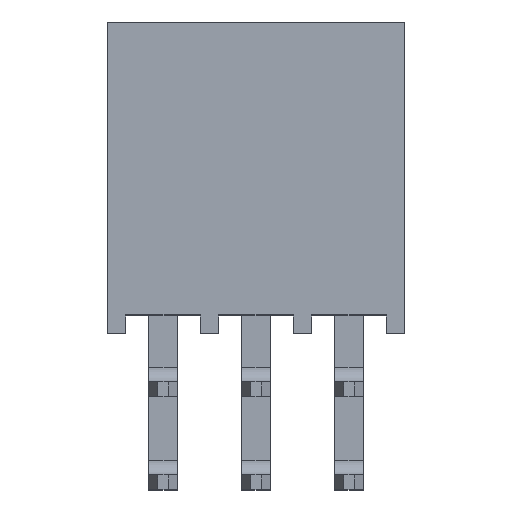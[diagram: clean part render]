
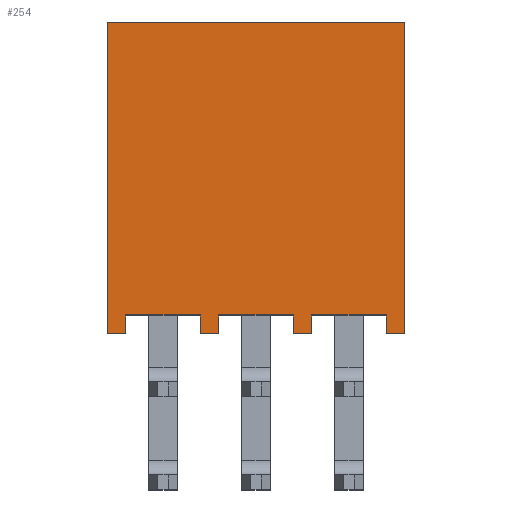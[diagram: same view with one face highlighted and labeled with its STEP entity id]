
A CAD part, top view. The second image highlights one B-rep face of the part: STEP entity #254.
In plain terms, the highlighted planar face has unit normal (0, 0, 1).
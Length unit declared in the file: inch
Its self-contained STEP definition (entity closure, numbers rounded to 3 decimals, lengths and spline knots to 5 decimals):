
#254 = ADVANCED_FACE( '', ( #557 ), #558, .F. );
#557 = FACE_OUTER_BOUND( '', #931, .T. );
#558 = PLANE( '', #932 );
#931 = EDGE_LOOP( '', ( #1514, #1515, #1516, #1517, #1518, #1519, #1520, #1521, #1522, #1523, #1524, #1525, #1526, #1527, #1528, #1529 ) );
#932 = AXIS2_PLACEMENT_3D( '', #1530, #1531, #1532 );
#1514 = ORIENTED_EDGE( '', *, *, #2460, .F. );
#1515 = ORIENTED_EDGE( '', *, *, #2406, .T. );
#1516 = ORIENTED_EDGE( '', *, *, #2461, .F. );
#1517 = ORIENTED_EDGE( '', *, *, #2462, .F. );
#1518 = ORIENTED_EDGE( '', *, *, #2463, .T. );
#1519 = ORIENTED_EDGE( '', *, *, #2267, .T. );
#1520 = ORIENTED_EDGE( '', *, *, #2464, .F. );
#1521 = ORIENTED_EDGE( '', *, *, #2465, .F. );
#1522 = ORIENTED_EDGE( '', *, *, #2290, .F. );
#1523 = ORIENTED_EDGE( '', *, *, #2400, .T. );
#1524 = ORIENTED_EDGE( '', *, *, #2466, .F. );
#1525 = ORIENTED_EDGE( '', *, *, #2452, .F. );
#1526 = ORIENTED_EDGE( '', *, *, #2467, .F. );
#1527 = ORIENTED_EDGE( '', *, *, #2389, .T. );
#1528 = ORIENTED_EDGE( '', *, *, #2468, .F. );
#1529 = ORIENTED_EDGE( '', *, *, #2469, .F. );
#1530 = CARTESIAN_POINT( '', ( -0.16, 0.335, 0.0975 ) );
#1531 = DIRECTION( '', ( 0., 0., -1. ) );
#1532 = DIRECTION( '', ( -1., 0., 0. ) );
#2267 = EDGE_CURVE( '', #2699, #2696, #2700, .T. );
#2290 = EDGE_CURVE( '', #2739, #2741, #2742, .T. );
#2389 = EDGE_CURVE( '', #2912, #2909, #2913, .T. );
#2400 = EDGE_CURVE( '', #2739, #2927, #2930, .T. );
#2406 = EDGE_CURVE( '', #2934, #2938, #2940, .T. );
#2452 = EDGE_CURVE( '', #3013, #3015, #3016, .T. );
#2460 = EDGE_CURVE( '', #2934, #3028, #3029, .T. );
#2461 = EDGE_CURVE( '', #3030, #2938, #3031, .T. );
#2462 = EDGE_CURVE( '', #3032, #3030, #3033, .T. );
#2463 = EDGE_CURVE( '', #3032, #2699, #3034, .T. );
#2464 = EDGE_CURVE( '', #3035, #2696, #3036, .T. );
#2465 = EDGE_CURVE( '', #2741, #3035, #3037, .T. );
#2466 = EDGE_CURVE( '', #3015, #2927, #3038, .T. );
#2467 = EDGE_CURVE( '', #2912, #3013, #3039, .T. );
#2468 = EDGE_CURVE( '', #3040, #2909, #3041, .T. );
#2469 = EDGE_CURVE( '', #3028, #3040, #3042, .T. );
#2696 = VERTEX_POINT( '', #3334 );
#2699 = VERTEX_POINT( '', #3338 );
#2700 = LINE( '', #3339, #3340 );
#2739 = VERTEX_POINT( '', #3394 );
#2741 = VERTEX_POINT( '', #3397 );
#2742 = LINE( '', #3398, #3399 );
#2909 = VERTEX_POINT( '', #3640 );
#2912 = VERTEX_POINT( '', #3644 );
#2913 = LINE( '', #3645, #3646 );
#2927 = VERTEX_POINT( '', #3666 );
#2930 = LINE( '', #3670, #3671 );
#2934 = VERTEX_POINT( '', #3676 );
#2938 = VERTEX_POINT( '', #3682 );
#2940 = LINE( '', #3685, #3686 );
#3013 = VERTEX_POINT( '', #3793 );
#3015 = VERTEX_POINT( '', #3796 );
#3016 = LINE( '', #3797, #3798 );
#3028 = VERTEX_POINT( '', #3815 );
#3029 = LINE( '', #3816, #3817 );
#3030 = VERTEX_POINT( '', #3818 );
#3031 = LINE( '', #3819, #3820 );
#3032 = VERTEX_POINT( '', #3821 );
#3033 = LINE( '', #3822, #3823 );
#3034 = LINE( '', #3824, #3825 );
#3035 = VERTEX_POINT( '', #3826 );
#3036 = LINE( '', #3827, #3828 );
#3037 = LINE( '', #3829, #3830 );
#3038 = LINE( '', #3831, #3832 );
#3039 = LINE( '', #3833, #3834 );
#3040 = VERTEX_POINT( '', #3835 );
#3041 = LINE( '', #3836, #3837 );
#3042 = LINE( '', #3838, #3839 );
#3334 = CARTESIAN_POINT( '', ( -0.14, 0., 0.0975 ) );
#3338 = CARTESIAN_POINT( '', ( -0.16, 0., 0.0975 ) );
#3339 = CARTESIAN_POINT( '', ( -0.16, 0., 0.0975 ) );
#3340 = VECTOR( '', #4247, 39.37008 );
#3394 = CARTESIAN_POINT( '', ( -0.06, 0., 0.0975 ) );
#3397 = CARTESIAN_POINT( '', ( -0.06, 0.02, 0.0975 ) );
#3398 = CARTESIAN_POINT( '', ( -0.06, 0.335, 0.0975 ) );
#3399 = VECTOR( '', #4270, 39.37008 );
#3640 = CARTESIAN_POINT( '', ( 0.06, 0., 0.0975 ) );
#3644 = CARTESIAN_POINT( '', ( 0.04, 0., 0.0975 ) );
#3645 = CARTESIAN_POINT( '', ( -0.16, 0., 0.0975 ) );
#3646 = VECTOR( '', #4355, 39.37008 );
#3666 = CARTESIAN_POINT( '', ( -0.04, 0., 0.0975 ) );
#3670 = CARTESIAN_POINT( '', ( -0.16, 0., 0.0975 ) );
#3671 = VECTOR( '', #4366, 39.37008 );
#3676 = CARTESIAN_POINT( '', ( 0.14, 0., 0.0975 ) );
#3682 = CARTESIAN_POINT( '', ( 0.16, 0., 0.0975 ) );
#3685 = CARTESIAN_POINT( '', ( -0.16, 0., 0.0975 ) );
#3686 = VECTOR( '', #4371, 39.37008 );
#3793 = CARTESIAN_POINT( '', ( 0.04, 0.02, 0.0975 ) );
#3796 = CARTESIAN_POINT( '', ( -0.04, 0.02, 0.0975 ) );
#3797 = CARTESIAN_POINT( '', ( -0.16, 0.02, 0.0975 ) );
#3798 = VECTOR( '', #4416, 39.37008 );
#3815 = CARTESIAN_POINT( '', ( 0.14, 0.02, 0.0975 ) );
#3816 = CARTESIAN_POINT( '', ( 0.14, 0.335, 0.0975 ) );
#3817 = VECTOR( '', #4422, 39.37008 );
#3818 = CARTESIAN_POINT( '', ( 0.16, 0.335, 0.0975 ) );
#3819 = CARTESIAN_POINT( '', ( 0.16, 0.335, 0.0975 ) );
#3820 = VECTOR( '', #4423, 39.37008 );
#3821 = CARTESIAN_POINT( '', ( -0.16, 0.335, 0.0975 ) );
#3822 = CARTESIAN_POINT( '', ( -0.16, 0.335, 0.0975 ) );
#3823 = VECTOR( '', #4424, 39.37008 );
#3824 = CARTESIAN_POINT( '', ( -0.16, 0.335, 0.0975 ) );
#3825 = VECTOR( '', #4425, 39.37008 );
#3826 = CARTESIAN_POINT( '', ( -0.14, 0.02, 0.0975 ) );
#3827 = CARTESIAN_POINT( '', ( -0.14, 0.335, 0.0975 ) );
#3828 = VECTOR( '', #4426, 39.37008 );
#3829 = CARTESIAN_POINT( '', ( -0.16, 0.02, 0.0975 ) );
#3830 = VECTOR( '', #4427, 39.37008 );
#3831 = CARTESIAN_POINT( '', ( -0.04, 0.335, 0.0975 ) );
#3832 = VECTOR( '', #4428, 39.37008 );
#3833 = CARTESIAN_POINT( '', ( 0.04, 0.335, 0.0975 ) );
#3834 = VECTOR( '', #4429, 39.37008 );
#3835 = CARTESIAN_POINT( '', ( 0.06, 0.02, 0.0975 ) );
#3836 = CARTESIAN_POINT( '', ( 0.06, 0.335, 0.0975 ) );
#3837 = VECTOR( '', #4430, 39.37008 );
#3838 = CARTESIAN_POINT( '', ( -0.16, 0.02, 0.0975 ) );
#3839 = VECTOR( '', #4431, 39.37008 );
#4247 = DIRECTION( '', ( 1., 0., 0. ) );
#4270 = DIRECTION( '', ( 0., 1., 0. ) );
#4355 = DIRECTION( '', ( 1., 0., 0. ) );
#4366 = DIRECTION( '', ( 1., 0., 0. ) );
#4371 = DIRECTION( '', ( 1., 0., 0. ) );
#4416 = DIRECTION( '', ( -1., 0., 0. ) );
#4422 = DIRECTION( '', ( 0., 1., 0. ) );
#4423 = DIRECTION( '', ( 0., -1., 0. ) );
#4424 = DIRECTION( '', ( 1., 0., 0. ) );
#4425 = DIRECTION( '', ( 0., -1., 0. ) );
#4426 = DIRECTION( '', ( 0., -1., 0. ) );
#4427 = DIRECTION( '', ( -1., 0., 0. ) );
#4428 = DIRECTION( '', ( 0., -1., 0. ) );
#4429 = DIRECTION( '', ( 0., 1., 0. ) );
#4430 = DIRECTION( '', ( 0., -1., 0. ) );
#4431 = DIRECTION( '', ( -1., 0., 0. ) );
